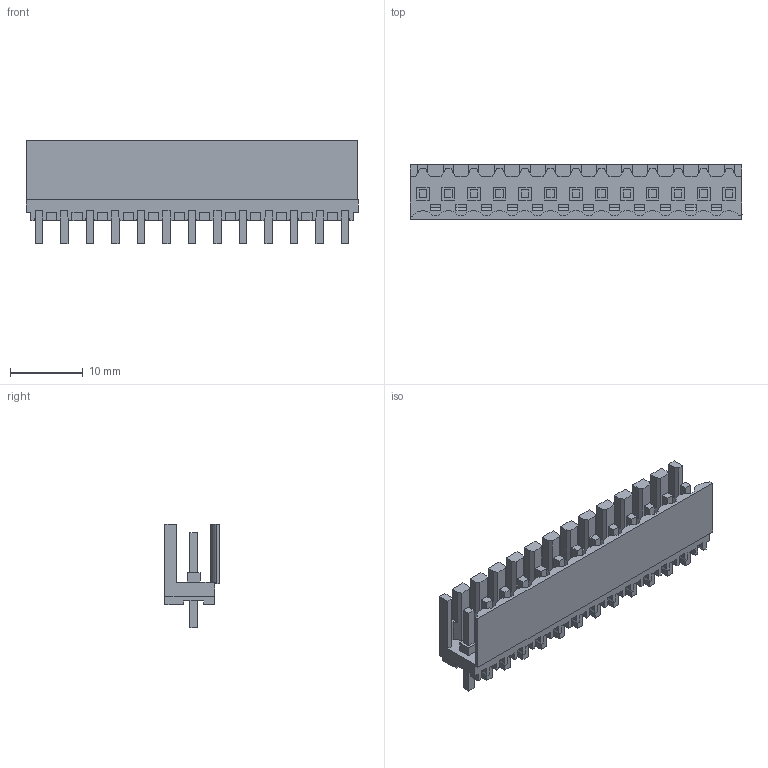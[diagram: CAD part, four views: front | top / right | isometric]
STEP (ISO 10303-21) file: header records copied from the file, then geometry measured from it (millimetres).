
FILE_DESCRIPTION(('CATIA V5 STEP Exchange','CAx-IF Rec.Pracs.--- Model Styling and Organization---1.2---2011-12-15'),'2;1');
FILE_NAME ('D1453206_0_1604880000_1604880000.stp','2018-03-12T10:24:20+00:00',('none'),('Weidmueller'),'CATIA Version 5-6 Release 2014','CATIA V5 STEP AP214','none');
FILE_SCHEMA(('AUTOMOTIVE_DESIGN { 1 0 10303 214 1 1 1 1 }'));
Length unit declared in the file: millimetre
Products named in the file (1): 1604880000
Bounding box: 45.5 x 7.45 x 14.25 mm (x, y, z)
Volume: 1444.4 mm3; surface area: 4072.1 mm2
Topology: 14 solids, 14 shells, 773 faces, 2277 edges, 1557 vertices
Faces by surface type: plane 760, cylinder 13
Entity records: 24340 total; most frequent: ORIENTED_EDGE 4554, CARTESIAN_POINT 4254, DIRECTION 3115, EDGE_CURVE 2277, VECTOR 2251, LINE 2251, VERTEX_POINT 1557, EDGE_LOOP 824
